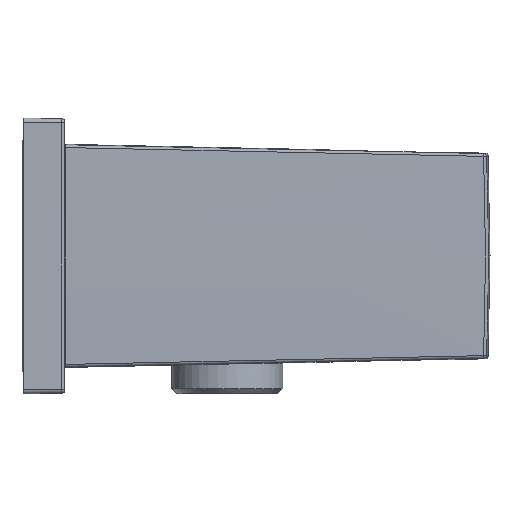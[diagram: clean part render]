
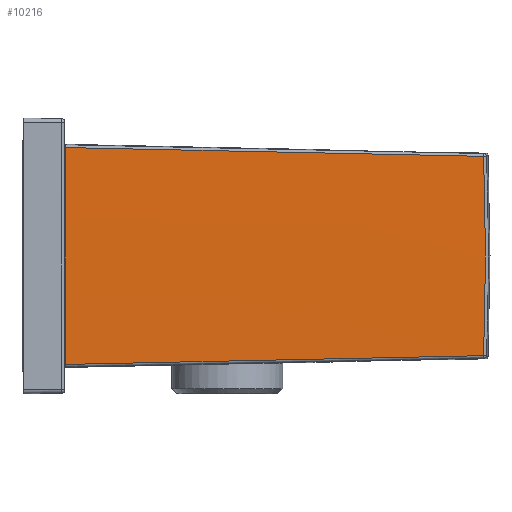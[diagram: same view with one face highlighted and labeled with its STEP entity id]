
A CAD part, front view. The second image highlights one B-rep face of the part: STEP entity #10216.
In plain terms, the highlighted free-form (B-spline) face has degree [3, 3] with [4, 4] control points.
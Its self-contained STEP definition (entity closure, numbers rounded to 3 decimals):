
#148=B_SPLINE_SURFACE_WITH_KNOTS('',3,3,((#22404,#22405,#22406,#22407),
(#22408,#22409,#22410,#22411),(#22412,#22413,#22414,#22415),(#22416,#22417,
#22418,#22419)),.UNSPECIFIED.,.F.,.F.,.F.,(4,4),(4,4),(-0.008,
1.008),(-0.737,81.615),
 .PIECEWISE_BEZIER_KNOTS.);
#328=CIRCLE('',#12905,1493.924);
#629=B_SPLINE_CURVE_WITH_KNOTS('',3,(#22388,#22389,#22390,#22391,#22392,
#22393,#22394,#22395,#22396,#22397,#22398,#22399,#22400,#22401,#22402,#22403),
 .UNSPECIFIED.,.F.,.F.,(4,1,1,1,1,1,1,1,1,1,1,1,1,4),(0.,0.077,
0.154,0.231,0.308,0.385,0.462,
0.538,0.615,0.692,0.769,0.846,
0.923,1.),.QUASI_UNIFORM_KNOTS.);
#630=B_SPLINE_CURVE_WITH_KNOTS('',3,(#22420,#22421,#22422,#22423),
 .UNSPECIFIED.,.F.,.F.,(4,4),(0.,1.),.UNSPECIFIED.);
#631=B_SPLINE_CURVE_WITH_KNOTS('',3,(#22425,#22426,#22427,#22428),
 .UNSPECIFIED.,.F.,.F.,(4,4),(0.,1.),.UNSPECIFIED.);
#2977=ORIENTED_EDGE('',*,*,#4809,.T.);
#2978=ORIENTED_EDGE('',*,*,#4808,.T.);
#2979=ORIENTED_EDGE('',*,*,#4810,.F.);
#2980=ORIENTED_EDGE('',*,*,#4811,.F.);
#4808=EDGE_CURVE('',#6188,#6189,#629,.T.);
#4809=EDGE_CURVE('',#6190,#6188,#630,.F.);
#4810=EDGE_CURVE('',#6191,#6189,#631,.T.);
#4811=EDGE_CURVE('',#6190,#6191,#328,.T.);
#6188=VERTEX_POINT('',#22379);
#6189=VERTEX_POINT('',#22387);
#6190=VERTEX_POINT('',#22424);
#6191=VERTEX_POINT('',#22429);
#9193=EDGE_LOOP('',(#2977,#2978,#2979,#2980));
#9626=FACE_BOUND('',#9193,.T.);
#10216=ADVANCED_FACE('',(#9626),#148,.T.);
#12905=AXIS2_PLACEMENT_3D('',#22430,#15122,#15123);
#15122=DIRECTION('',(-1.,0.,0.));
#15123=DIRECTION('',(0.,-1.,-0.014));
#22379=CARTESIAN_POINT('',(79.034,-19.281,-18.788));
#22387=CARTESIAN_POINT('',(79.034,-19.281,18.788));
#22388=CARTESIAN_POINT('',(79.034,-19.281,-18.788));
#22389=CARTESIAN_POINT('',(79.076,-19.294,-17.667));
#22390=CARTESIAN_POINT('',(79.149,-19.317,-15.497));
#22391=CARTESIAN_POINT('',(79.232,-19.344,-12.483));
#22392=CARTESIAN_POINT('',(79.295,-19.363,-9.611));
#22393=CARTESIAN_POINT('',(79.34,-19.377,-6.832));
#22394=CARTESIAN_POINT('',(79.369,-19.387,-4.093));
#22395=CARTESIAN_POINT('',(79.384,-19.391,-1.365));
#22396=CARTESIAN_POINT('',(79.384,-19.391,1.363));
#22397=CARTESIAN_POINT('',(79.369,-19.387,4.091));
#22398=CARTESIAN_POINT('',(79.34,-19.378,6.83));
#22399=CARTESIAN_POINT('',(79.295,-19.363,9.611));
#22400=CARTESIAN_POINT('',(79.232,-19.344,12.484));
#22401=CARTESIAN_POINT('',(79.149,-19.317,15.497));
#22402=CARTESIAN_POINT('',(79.076,-19.294,17.668));
#22403=CARTESIAN_POINT('',(79.034,-19.281,18.788));
#22404=CARTESIAN_POINT('',(80.967,-19.231,-19.539));
#22405=CARTESIAN_POINT('',(53.529,-19.805,-20.123));
#22406=CARTESIAN_POINT('',(26.09,-20.379,-20.707));
#22407=CARTESIAN_POINT('',(-1.348,-20.954,-21.291));
#22408=CARTESIAN_POINT('',(80.967,-19.401,-6.514));
#22409=CARTESIAN_POINT('',(53.529,-19.975,-6.708));
#22410=CARTESIAN_POINT('',(26.09,-20.581,-6.903));
#22411=CARTESIAN_POINT('',(-1.348,-21.156,-7.098));
#22412=CARTESIAN_POINT('',(80.967,-19.401,6.514));
#22413=CARTESIAN_POINT('',(53.529,-19.975,6.708));
#22414=CARTESIAN_POINT('',(26.09,-20.581,6.903));
#22415=CARTESIAN_POINT('',(-1.348,-21.156,7.098));
#22416=CARTESIAN_POINT('',(80.967,-19.231,19.539));
#22417=CARTESIAN_POINT('',(53.529,-19.805,20.123));
#22418=CARTESIAN_POINT('',(26.09,-20.379,20.707));
#22419=CARTESIAN_POINT('',(-1.348,-20.954,21.291));
#22420=CARTESIAN_POINT('',(79.034,-19.282,-18.788));
#22421=CARTESIAN_POINT('',(52.768,-19.832,-19.338));
#22422=CARTESIAN_POINT('',(26.501,-20.382,-19.889));
#22423=CARTESIAN_POINT('',(0.235,-20.932,-20.439));
#22424=CARTESIAN_POINT('',(0.235,-20.932,-20.439));
#22425=CARTESIAN_POINT('',(0.235,-20.933,20.439));
#22426=CARTESIAN_POINT('',(26.501,-20.382,19.889));
#22427=CARTESIAN_POINT('',(52.768,-19.832,19.338));
#22428=CARTESIAN_POINT('',(79.034,-19.281,18.788));
#22429=CARTESIAN_POINT('',(0.235,-20.932,20.439));
#22430=CARTESIAN_POINT('',(0.235,1472.851,0.));
